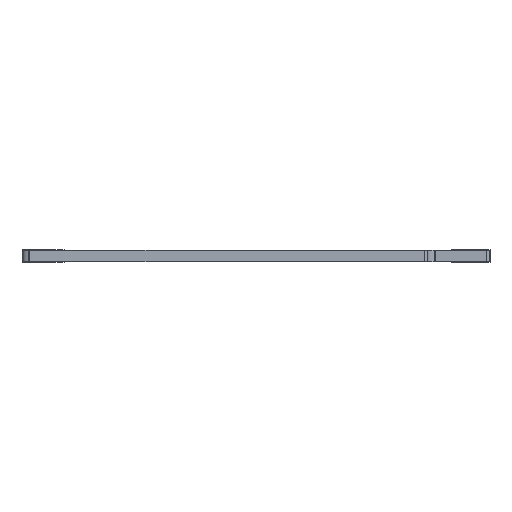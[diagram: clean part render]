
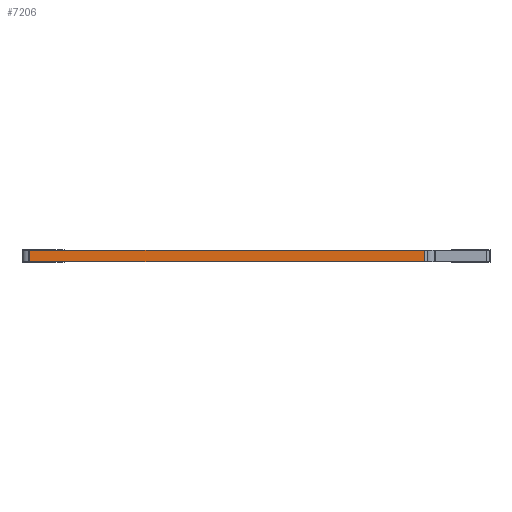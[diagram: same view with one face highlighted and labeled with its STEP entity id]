
A CAD part, left-side view. The second image highlights one B-rep face of the part: STEP entity #7206.
In plain terms, the highlighted planar face has unit normal (-1, 0, 0).
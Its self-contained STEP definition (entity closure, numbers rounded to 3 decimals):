
#594=FACE_OUTER_BOUND('',#1046,.T.);
#1046=EDGE_LOOP('',(#6151,#6152,#6153,#6154));
#1939=LINE('',#11523,#2843);
#1942=LINE('',#11529,#2846);
#1943=LINE('',#11530,#2847);
#1944=LINE('',#11531,#2848);
#2843=VECTOR('',#9509,1.);
#2846=VECTOR('',#9514,1.);
#2847=VECTOR('',#9515,1.);
#2848=VECTOR('',#9516,1.);
#3483=VERTEX_POINT('',#11521);
#3484=VERTEX_POINT('',#11522);
#3485=VERTEX_POINT('',#11527);
#3486=VERTEX_POINT('',#11528);
#4383=EDGE_CURVE('',#3483,#3484,#1939,.T.);
#4386=EDGE_CURVE('',#3485,#3486,#1942,.T.);
#4387=EDGE_CURVE('',#3486,#3484,#1943,.T.);
#4388=EDGE_CURVE('',#3485,#3483,#1944,.T.);
#6151=ORIENTED_EDGE('',*,*,#4386,.T.);
#6152=ORIENTED_EDGE('',*,*,#4387,.T.);
#6153=ORIENTED_EDGE('',*,*,#4383,.F.);
#6154=ORIENTED_EDGE('',*,*,#4388,.F.);
#6764=PLANE('',#7766);
#7206=ADVANCED_FACE('',(#594),#6764,.T.);
#7766=AXIS2_PLACEMENT_3D('',#11526,#9512,#9513);
#9509=DIRECTION('',(0.,0.,1.));
#9512=DIRECTION('center_axis',(-1.,0.,0.));
#9513=DIRECTION('ref_axis',(0.,1.,0.));
#9514=DIRECTION('',(0.,0.,1.));
#9515=DIRECTION('',(0.,1.,0.));
#9516=DIRECTION('',(0.,1.,0.));
#11521=CARTESIAN_POINT('',(-11.,14.5,0.));
#11522=CARTESIAN_POINT('',(-11.,14.5,0.71));
#11523=CARTESIAN_POINT('',(-11.,14.5,0.));
#11526=CARTESIAN_POINT('Origin',(-11.,-10.8,0.));
#11527=CARTESIAN_POINT('',(-11.,-10.8,0.));
#11528=CARTESIAN_POINT('',(-11.,-10.8,0.71));
#11529=CARTESIAN_POINT('',(-11.,-10.8,0.));
#11530=CARTESIAN_POINT('',(-11.,-10.8,0.71));
#11531=CARTESIAN_POINT('',(-11.,-10.8,0.));
